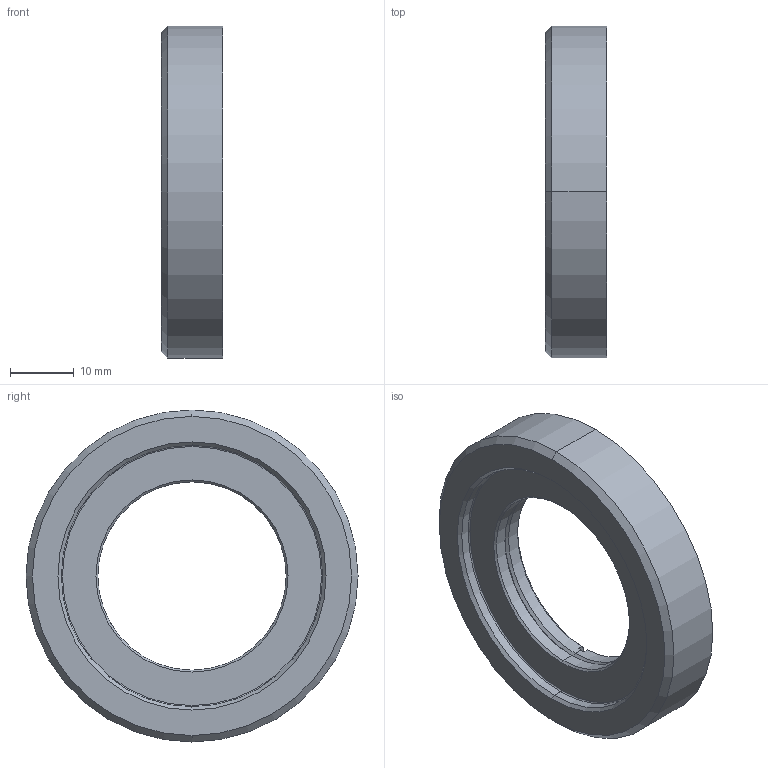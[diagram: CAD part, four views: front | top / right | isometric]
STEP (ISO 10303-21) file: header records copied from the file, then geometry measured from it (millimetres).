
FILE_DESCRIPTION (( 'STEP AP203' ), '1' );
FILE_NAME ('DP33673-A_IPT-AR41-C.step', '2024-09-11T12:21:10', ( '' ), ( '' ), 'SwSTEP 2.0', 'SolidWorks 2021', '' );
FILE_SCHEMA (( 'CONFIG_CONTROL_DESIGN' ));
Length unit declared in the file: millimetre
Products named in the file (1): DP33673-A_IPT-AR41-C
Bounding box: 9.61 x 52 x 52 mm (x, y, z)
Surface area: 6606.4 mm2 (no closed solid volume)
Topology: 0 solids, 3 shells, 58 faces, 136 edges, 84 vertices
Faces by surface type: cone 18, cylinder 18, plane 14, torus 8
Entity records: 1759 total; most frequent: DIRECTION 326, CARTESIAN_POINT 303, ORIENTED_EDGE 260, AXIS2_PLACEMENT_3D 139, EDGE_CURVE 136, VERTEX_POINT 84, CIRCLE 80, EDGE_LOOP 64
